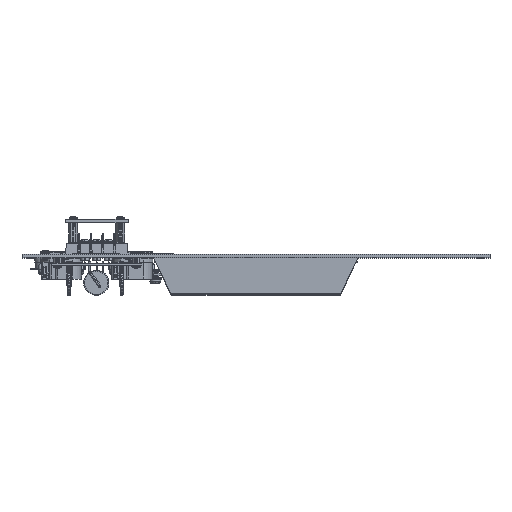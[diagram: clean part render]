
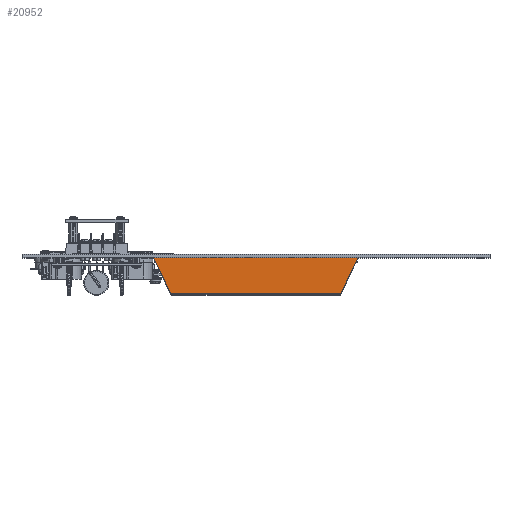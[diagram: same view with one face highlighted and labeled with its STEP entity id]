
A CAD part, top view. The second image highlights one B-rep face of the part: STEP entity #20952.
In plain terms, the highlighted planar face has unit normal (0, 0, 1).
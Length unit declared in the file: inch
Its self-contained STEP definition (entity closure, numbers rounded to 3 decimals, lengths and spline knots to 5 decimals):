
#4599 = DIRECTION ( 'NONE',  ( 1., 0., 0. ) ) ;
#7392 = VERTEX_POINT ( 'NONE', #96965 ) ;
#7455 = VERTEX_POINT ( 'NONE', #90188 ) ;
#15289 = DIRECTION ( 'NONE',  ( -0.429, -0.903, 0. ) ) ;
#19503 = CARTESIAN_POINT ( 'NONE',  ( 2.6875, 1.185, 1.194 ) ) ;
#20952 = ADVANCED_FACE ( 'NONE', ( #69391 ), #93448, .T. ) ;
#24867 = CARTESIAN_POINT ( 'NONE',  ( 3.25, 0., 1.194 ) ) ;
#33068 = VECTOR ( 'NONE', #104815, 39.37008 ) ;
#34051 = CARTESIAN_POINT ( 'NONE',  ( 3.25, 0., 1.194 ) ) ;
#34060 = LINE ( 'NONE', #67353, #91491 ) ;
#35608 = EDGE_CURVE ( 'NONE', #58384, #47434, #39734, .T. ) ;
#39734 = LINE ( 'NONE', #19503, #33068 ) ;
#40527 = EDGE_CURVE ( 'NONE', #47434, #7455, #34060, .T. ) ;
#43506 = VECTOR ( 'NONE', #15289, 39.37008 ) ;
#46729 = EDGE_CURVE ( 'NONE', #7455, #7392, #63519, .T. ) ;
#47434 = VERTEX_POINT ( 'NONE', #51306 ) ;
#48574 = AXIS2_PLACEMENT_3D ( 'NONE', #34051, #50173, #85236 ) ;
#50173 = DIRECTION ( 'NONE',  ( 0., 0., 1. ) ) ;
#51306 = CARTESIAN_POINT ( 'NONE',  ( 2.70174, 1.155, 1.194 ) ) ;
#52652 = ORIENTED_EDGE ( 'NONE', *, *, #40527, .T. ) ;
#55888 = ORIENTED_EDGE ( 'NONE', *, *, #46729, .T. ) ;
#56277 = ORIENTED_EDGE ( 'NONE', *, *, #35608, .T. ) ;
#58384 = VERTEX_POINT ( 'NONE', #24867 ) ;
#63519 = LINE ( 'NONE', #82783, #43506 ) ;
#63893 = CARTESIAN_POINT ( 'NONE',  ( -3.25, 0., 1.194 ) ) ;
#67353 = CARTESIAN_POINT ( 'NONE',  ( -2.6875, 1.155, 1.194 ) ) ;
#69391 = FACE_OUTER_BOUND ( 'NONE', #100672, .T. ) ;
#81419 = EDGE_CURVE ( 'NONE', #7392, #58384, #95119, .T. ) ;
#82783 = CARTESIAN_POINT ( 'NONE',  ( -2.6875, 1.185, 1.194 ) ) ;
#85236 = DIRECTION ( 'NONE',  ( 1., 0., 0. ) ) ;
#85270 = DIRECTION ( 'NONE',  ( -1., 0., 0. ) ) ;
#88808 = ORIENTED_EDGE ( 'NONE', *, *, #81419, .T. ) ;
#90188 = CARTESIAN_POINT ( 'NONE',  ( -2.70174, 1.155, 1.194 ) ) ;
#91491 = VECTOR ( 'NONE', #85270, 39.37008 ) ;
#93448 = PLANE ( 'NONE',  #48574 ) ;
#95119 = LINE ( 'NONE', #63893, #99128 ) ;
#96965 = CARTESIAN_POINT ( 'NONE',  ( -3.25, 0., 1.194 ) ) ;
#99128 = VECTOR ( 'NONE', #4599, 39.37008 ) ;
#100672 = EDGE_LOOP ( 'NONE', ( #56277, #52652, #55888, #88808 ) ) ;
#104815 = DIRECTION ( 'NONE',  ( -0.429, 0.903, 0. ) ) ;
